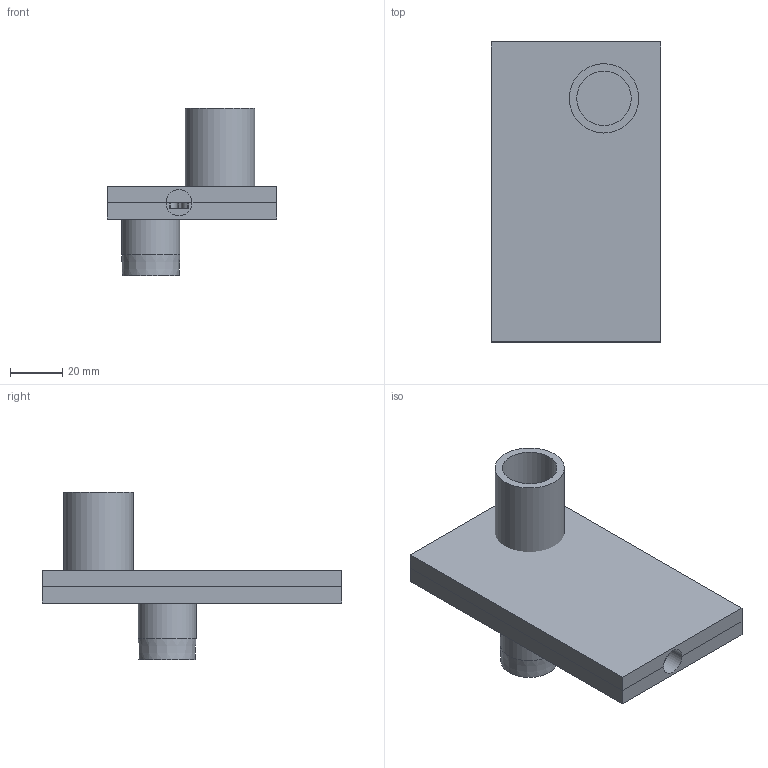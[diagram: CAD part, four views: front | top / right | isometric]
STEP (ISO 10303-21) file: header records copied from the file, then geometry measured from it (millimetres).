
FILE_DESCRIPTION(/* description */ (''),/* implementation_level */ '2;1');
FILE_NAME(/* name */ 'Valve_PEEP v5.step',/* time_stamp */ '2020-04-16T17:44:58-07:00',/* author */ (''),/* organization */ (''),/* preprocessor_version */ 'ST-DEVELOPER v18',/* originating_system */ 'Autodesk Translation Framework v8.12.0.6',/* authorisation */ '');
FILE_SCHEMA (('AUTOMOTIVE_DESIGN { 1 0 10303 214 3 1 1 }'));
Length unit declared in the file: millimetre
Products named in the file (1): Valve_PEEP
Bounding box: 65 x 115 x 64.28 mm (x, y, z)
Volume: 99925.8 mm3; surface area: 44552.2 mm2
Topology: 4 solids, 4 shells, 64 faces, 177 edges, 118 vertices
Faces by surface type: plane 42, cylinder 21, cone 1
Full cylindrical faces by diameter (mm): 2.529 x2, 15 x1, 20.92 x1, 22.25 x2, 26.6 x1
Entity records: 2118 total; most frequent: DIRECTION 367, CARTESIAN_POINT 360, ORIENTED_EDGE 354, EDGE_CURVE 177, AXIS2_PLACEMENT_3D 125, VERTEX_POINT 118, LINE 117, VECTOR 117
